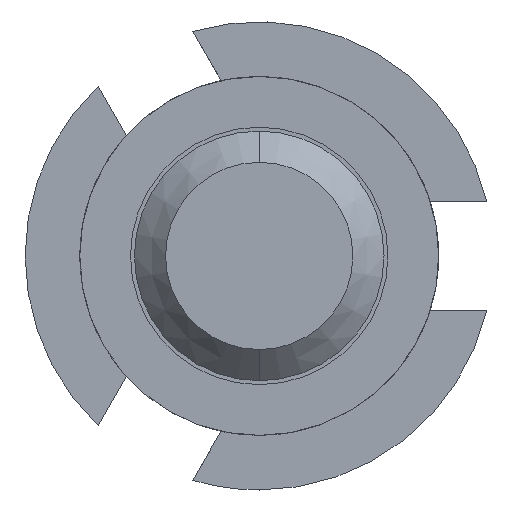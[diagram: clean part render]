
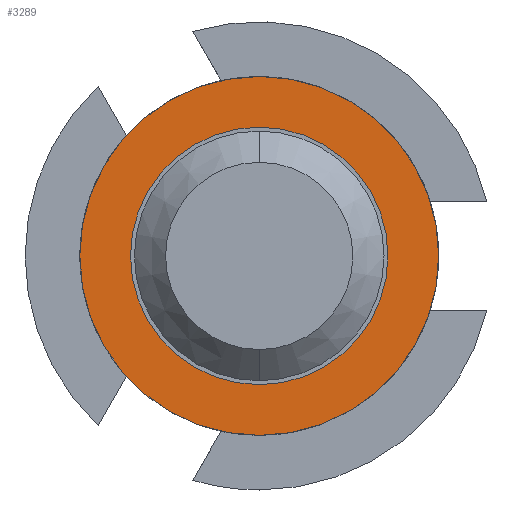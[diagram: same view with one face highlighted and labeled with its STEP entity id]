
A CAD part, front view. The second image highlights one B-rep face of the part: STEP entity #3289.
In plain terms, the highlighted planar face has unit normal (0, -1, 0).
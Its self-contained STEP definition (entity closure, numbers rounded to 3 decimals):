
#22 = CARTESIAN_POINT ( 'NONE',  ( 0., -1.5, 0.825 ) ) ;
#99 = DIRECTION ( 'NONE',  ( 0., 0., 1. ) ) ;
#113 = FACE_OUTER_BOUND ( 'NONE', #868, .T. ) ;
#401 = EDGE_LOOP ( 'NONE', ( #2547, #3946 ) ) ;
#466 = CARTESIAN_POINT ( 'NONE',  ( 0., -1.5, 0. ) ) ;
#566 = CIRCLE ( 'NONE', #1381, 0.825 ) ;
#600 = DIRECTION ( 'NONE',  ( 0., 1., 0. ) ) ;
#675 = EDGE_CURVE ( 'Defeature ausgef�hrt4_17+Defeature ausgef�hrt4_16+Defeature ausgef�hrt4_16+Defeature ausgef�hrt4_16', #993, #4629, #895, .T. ) ;
#777 = DIRECTION ( 'NONE',  ( 0., 1., 0. ) ) ;
#868 = EDGE_LOOP ( 'NONE', ( #3715, #2352 ) ) ;
#877 = PLANE ( 'NONE',  #3685 ) ;
#879 = DIRECTION ( 'NONE',  ( 0., 1., 0. ) ) ;
#895 = CIRCLE ( 'NONE', #4450, 0.825 ) ;
#993 = VERTEX_POINT ( 'NONE', #22 ) ;
#1111 = CARTESIAN_POINT ( 'NONE',  ( 0., -1.5, 0. ) ) ;
#1381 = AXIS2_PLACEMENT_3D ( 'NONE', #3035, #879, #1604 ) ;
#1457 = CARTESIAN_POINT ( 'NONE',  ( 0., -1.5, -1.15 ) ) ;
#1576 = CARTESIAN_POINT ( 'NONE',  ( 0., -1.5, 0. ) ) ;
#1577 = FACE_BOUND ( 'NONE', #401, .T. ) ;
#1604 = DIRECTION ( 'NONE',  ( 0., 0., 1. ) ) ;
#1671 = DIRECTION ( 'NONE',  ( 0., 0., 1. ) ) ;
#1816 = CARTESIAN_POINT ( 'NONE',  ( 0., -1.5, -0.825 ) ) ;
#1852 = DIRECTION ( 'NONE',  ( 0., 1., 0. ) ) ;
#1888 = CIRCLE ( 'NONE', #4248, 1.15 ) ;
#2352 = ORIENTED_EDGE ( 'NONE', *, *, #2548, .F. ) ;
#2547 = ORIENTED_EDGE ( 'NONE', *, *, #675, .T. ) ;
#2548 = EDGE_CURVE ( 'Defeature ausgef�hrt4_13+Defeature ausgef�hrt4_17+Defeature ausgef�hrt4_17+Defeature ausgef�hrt4_17', #4171, #3377, #3740, .T. ) ;
#2694 = DIRECTION ( 'NONE',  ( 0., 0., 1. ) ) ;
#2963 = DIRECTION ( 'NONE',  ( 0., 0., 1. ) ) ;
#3035 = CARTESIAN_POINT ( 'NONE',  ( 0., -1.5, 0. ) ) ;
#3188 = EDGE_CURVE ( 'Defeature ausgef�hrt4_13+Defeature ausgef�hrt4_17+Defeature ausgef�hrt4_17+Defeature ausgef�hrt4_17', #3377, #4171, #1888, .T. ) ;
#3289 = ADVANCED_FACE ( 'Defeature ausgef�hrt4_17', ( #113, #1577 ), #877, .F. ) ;
#3357 = AXIS2_PLACEMENT_3D ( 'NONE', #466, #777, #2963 ) ;
#3377 = VERTEX_POINT ( 'NONE', #3439 ) ;
#3439 = CARTESIAN_POINT ( 'NONE',  ( 0., -1.5, 1.15 ) ) ;
#3685 = AXIS2_PLACEMENT_3D ( 'NONE', #4107, #600, #1671 ) ;
#3715 = ORIENTED_EDGE ( 'NONE', *, *, #3188, .F. ) ;
#3740 = CIRCLE ( 'NONE', #3357, 1.15 ) ;
#3946 = ORIENTED_EDGE ( 'NONE', *, *, #4434, .T. ) ;
#4107 = CARTESIAN_POINT ( 'NONE',  ( 0.825, -1.5, 0. ) ) ;
#4171 = VERTEX_POINT ( 'NONE', #1457 ) ;
#4248 = AXIS2_PLACEMENT_3D ( 'NONE', #1576, #4454, #2694 ) ;
#4434 = EDGE_CURVE ( 'Defeature ausgef�hrt4_17+Defeature ausgef�hrt4_16+Defeature ausgef�hrt4_16+Defeature ausgef�hrt4_16', #4629, #993, #566, .T. ) ;
#4450 = AXIS2_PLACEMENT_3D ( 'NONE', #1111, #1852, #99 ) ;
#4454 = DIRECTION ( 'NONE',  ( 0., 1., 0. ) ) ;
#4629 = VERTEX_POINT ( 'NONE', #1816 ) ;
